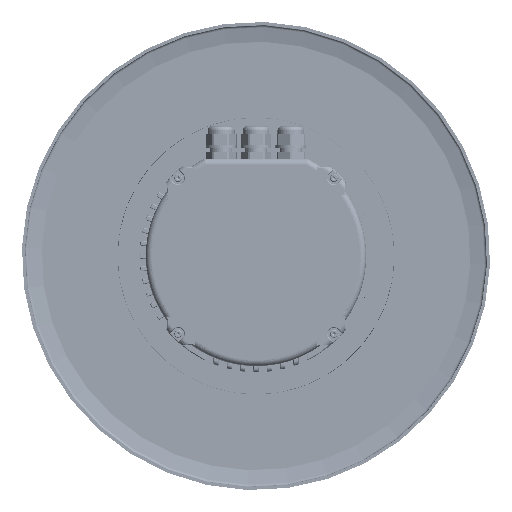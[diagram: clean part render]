
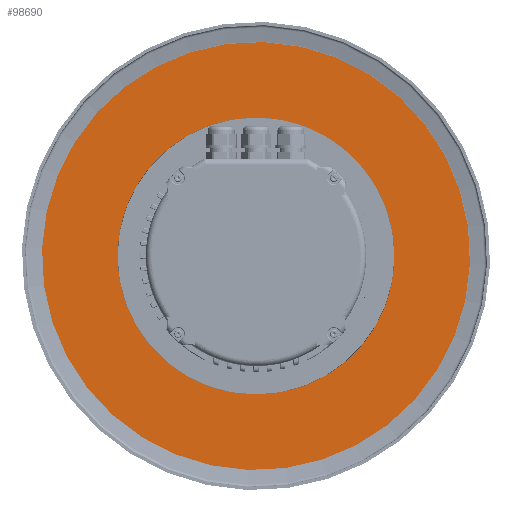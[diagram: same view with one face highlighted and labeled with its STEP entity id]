
A CAD part, front view. The second image highlights one B-rep face of the part: STEP entity #98690.
In plain terms, the highlighted planar face has unit normal (0, -1, 0).
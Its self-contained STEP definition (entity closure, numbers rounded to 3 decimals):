
#98007=CARTESIAN_POINT('',(0.,-3.,0.));
#98008=DIRECTION('',(0.,1.,0.));
#98009=DIRECTION('',(0.,0.,1.));
#98010=AXIS2_PLACEMENT_3D('',#98007,#98008,#98009);
#98012=CARTESIAN_POINT('',(0.,-3.,0.));
#98013=DIRECTION('',(0.,1.,0.));
#98014=DIRECTION('',(0.,0.,-1.));
#98015=AXIS2_PLACEMENT_3D('',#98012,#98013,#98014);
#98017=CARTESIAN_POINT('',(0.,-3.,0.));
#98018=DIRECTION('',(0.,1.,0.));
#98019=DIRECTION('',(0.,0.,1.));
#98020=AXIS2_PLACEMENT_3D('',#98017,#98018,#98019);
#98022=CARTESIAN_POINT('',(0.,-3.,0.));
#98023=DIRECTION('',(0.,1.,0.));
#98024=DIRECTION('',(0.,0.,-1.));
#98025=AXIS2_PLACEMENT_3D('',#98022,#98023,#98024);
#98027=CARTESIAN_POINT('',(105.,-3.,0.));
#98028=DIRECTION('',(0.,1.,0.));
#98029=DIRECTION('',(0.,0.,1.));
#98030=AXIS2_PLACEMENT_3D('',#98027,#98028,#98029);
#98032=CARTESIAN_POINT('',(105.,-3.,0.));
#98033=DIRECTION('',(0.,1.,0.));
#98034=DIRECTION('',(0.,0.,-1.));
#98035=AXIS2_PLACEMENT_3D('',#98032,#98033,#98034);
#98037=CARTESIAN_POINT('',(52.5,-3.,-90.933));
#98038=DIRECTION('',(0.,1.,0.));
#98039=DIRECTION('',(0.866,0.,0.5));
#98040=AXIS2_PLACEMENT_3D('',#98037,#98038,#98039);
#98042=CARTESIAN_POINT('',(52.5,-3.,-90.933));
#98043=DIRECTION('',(0.,1.,0.));
#98044=DIRECTION('',(-0.866,0.,-0.5));
#98045=AXIS2_PLACEMENT_3D('',#98042,#98043,#98044);
#98047=CARTESIAN_POINT('',(-52.5,-3.,-90.933));
#98048=DIRECTION('',(0.,1.,0.));
#98049=DIRECTION('',(0.866,0.,-0.5));
#98050=AXIS2_PLACEMENT_3D('',#98047,#98048,#98049);
#98052=CARTESIAN_POINT('',(-52.5,-3.,-90.933));
#98053=DIRECTION('',(0.,1.,0.));
#98054=DIRECTION('',(-0.866,0.,0.5));
#98055=AXIS2_PLACEMENT_3D('',#98052,#98053,#98054);
#98057=CARTESIAN_POINT('',(-105.,-3.,0.));
#98058=DIRECTION('',(0.,1.,0.));
#98059=DIRECTION('',(0.,0.,-1.));
#98060=AXIS2_PLACEMENT_3D('',#98057,#98058,#98059);
#98062=CARTESIAN_POINT('',(-105.,-3.,0.));
#98063=DIRECTION('',(0.,1.,0.));
#98064=DIRECTION('',(0.,0.,1.));
#98065=AXIS2_PLACEMENT_3D('',#98062,#98063,#98064);
#98067=CARTESIAN_POINT('',(-52.5,-3.,90.933));
#98068=DIRECTION('',(0.,1.,0.));
#98069=DIRECTION('',(-0.866,0.,-0.5));
#98070=AXIS2_PLACEMENT_3D('',#98067,#98068,#98069);
#98072=CARTESIAN_POINT('',(-52.5,-3.,90.933));
#98073=DIRECTION('',(0.,1.,0.));
#98074=DIRECTION('',(0.866,0.,0.5));
#98075=AXIS2_PLACEMENT_3D('',#98072,#98073,#98074);
#98077=CARTESIAN_POINT('',(52.5,-3.,90.933));
#98078=DIRECTION('',(0.,1.,0.));
#98079=DIRECTION('',(-0.866,0.,0.5));
#98080=AXIS2_PLACEMENT_3D('',#98077,#98078,#98079);
#98082=CARTESIAN_POINT('',(52.5,-3.,90.933));
#98083=DIRECTION('',(0.,1.,0.));
#98084=DIRECTION('',(0.866,0.,-0.5));
#98085=AXIS2_PLACEMENT_3D('',#98082,#98083,#98084);
#98513=CARTESIAN_POINT('',(0.,-3.,94.5));
#98514=CARTESIAN_POINT('',(0.,-3.,-94.5));
#98515=VERTEX_POINT('',#98513);
#98516=VERTEX_POINT('',#98514);
#98517=CARTESIAN_POINT('',(105.,-3.,4.2));
#98518=CARTESIAN_POINT('',(105.,-3.,-4.2));
#98519=VERTEX_POINT('',#98517);
#98520=VERTEX_POINT('',#98518);
#98521=CARTESIAN_POINT('',(56.137,-3.,-88.833));
#98522=CARTESIAN_POINT('',(48.863,-3.,-93.033));
#98523=VERTEX_POINT('',#98521);
#98524=VERTEX_POINT('',#98522);
#98525=CARTESIAN_POINT('',(-48.863,-3.,-93.033));
#98526=CARTESIAN_POINT('',(-56.137,-3.,-88.833));
#98527=VERTEX_POINT('',#98525);
#98528=VERTEX_POINT('',#98526);
#98529=CARTESIAN_POINT('',(-105.,-3.,-4.2));
#98530=CARTESIAN_POINT('',(-105.,-3.,4.2));
#98531=VERTEX_POINT('',#98529);
#98532=VERTEX_POINT('',#98530);
#98533=CARTESIAN_POINT('',(-56.137,-3.,88.833));
#98534=CARTESIAN_POINT('',(-48.863,-3.,93.033));
#98535=VERTEX_POINT('',#98533);
#98536=VERTEX_POINT('',#98534);
#98537=CARTESIAN_POINT('',(48.863,-3.,93.033));
#98538=CARTESIAN_POINT('',(56.137,-3.,88.833));
#98539=VERTEX_POINT('',#98537);
#98540=VERTEX_POINT('',#98538);
#98573=CARTESIAN_POINT('',(0.,-3.,208.869));
#98574=CARTESIAN_POINT('',(0.,-3.,-208.869));
#98575=VERTEX_POINT('',#98573);
#98576=VERTEX_POINT('',#98574);
#98637=CARTESIAN_POINT('',(0.,-3.,0.));
#98638=DIRECTION('',(0.,1.,0.));
#98639=DIRECTION('',(1.,0.,0.));
#98640=AXIS2_PLACEMENT_3D('',#98637,#98638,#98639);
#98641=PLANE('',#98640);
#98643=ORIENTED_EDGE('',*,*,#98642,.T.);
#98645=ORIENTED_EDGE('',*,*,#98644,.T.);
#98646=EDGE_LOOP('',(#98643,#98645));
#98647=FACE_OUTER_BOUND('',#98646,.F.);
#98649=ORIENTED_EDGE('',*,*,#98648,.F.);
#98651=ORIENTED_EDGE('',*,*,#98650,.F.);
#98652=EDGE_LOOP('',(#98649,#98651));
#98653=FACE_BOUND('',#98652,.F.);
#98655=ORIENTED_EDGE('',*,*,#98654,.F.);
#98657=ORIENTED_EDGE('',*,*,#98656,.F.);
#98658=EDGE_LOOP('',(#98655,#98657));
#98659=FACE_BOUND('',#98658,.F.);
#98661=ORIENTED_EDGE('',*,*,#98660,.F.);
#98663=ORIENTED_EDGE('',*,*,#98662,.F.);
#98664=EDGE_LOOP('',(#98661,#98663));
#98665=FACE_BOUND('',#98664,.F.);
#98667=ORIENTED_EDGE('',*,*,#98666,.F.);
#98669=ORIENTED_EDGE('',*,*,#98668,.F.);
#98670=EDGE_LOOP('',(#98667,#98669));
#98671=FACE_BOUND('',#98670,.F.);
#98673=ORIENTED_EDGE('',*,*,#98672,.F.);
#98675=ORIENTED_EDGE('',*,*,#98674,.F.);
#98676=EDGE_LOOP('',(#98673,#98675));
#98677=FACE_BOUND('',#98676,.F.);
#98679=ORIENTED_EDGE('',*,*,#98678,.F.);
#98681=ORIENTED_EDGE('',*,*,#98680,.F.);
#98682=EDGE_LOOP('',(#98679,#98681));
#98683=FACE_BOUND('',#98682,.F.);
#98685=ORIENTED_EDGE('',*,*,#98684,.F.);
#98687=ORIENTED_EDGE('',*,*,#98686,.F.);
#98688=EDGE_LOOP('',(#98685,#98687));
#98689=FACE_BOUND('',#98688,.F.);
#98690=ADVANCED_FACE('',(#98647,#98653,#98659,#98665,#98671,#98677,#98683,
#98689),#98641,.F.);
#98011=CIRCLE('',#98010,208.869);
#98016=CIRCLE('',#98015,208.869);
#98021=CIRCLE('',#98020,94.5);
#98026=CIRCLE('',#98025,94.5);
#98031=CIRCLE('',#98030,4.2);
#98036=CIRCLE('',#98035,4.2);
#98041=CIRCLE('',#98040,4.2);
#98046=CIRCLE('',#98045,4.2);
#98051=CIRCLE('',#98050,4.2);
#98056=CIRCLE('',#98055,4.2);
#98061=CIRCLE('',#98060,4.2);
#98066=CIRCLE('',#98065,4.2);
#98071=CIRCLE('',#98070,4.2);
#98076=CIRCLE('',#98075,4.2);
#98081=CIRCLE('',#98080,4.2);
#98086=CIRCLE('',#98085,4.2);
#98642=EDGE_CURVE('',#98575,#98576,#98011,.T.);
#98644=EDGE_CURVE('',#98576,#98575,#98016,.T.);
#98648=EDGE_CURVE('',#98515,#98516,#98021,.T.);
#98650=EDGE_CURVE('',#98516,#98515,#98026,.T.);
#98654=EDGE_CURVE('',#98519,#98520,#98031,.T.);
#98656=EDGE_CURVE('',#98520,#98519,#98036,.T.);
#98660=EDGE_CURVE('',#98523,#98524,#98041,.T.);
#98662=EDGE_CURVE('',#98524,#98523,#98046,.T.);
#98666=EDGE_CURVE('',#98527,#98528,#98051,.T.);
#98668=EDGE_CURVE('',#98528,#98527,#98056,.T.);
#98672=EDGE_CURVE('',#98531,#98532,#98061,.T.);
#98674=EDGE_CURVE('',#98532,#98531,#98066,.T.);
#98678=EDGE_CURVE('',#98535,#98536,#98071,.T.);
#98680=EDGE_CURVE('',#98536,#98535,#98076,.T.);
#98684=EDGE_CURVE('',#98539,#98540,#98081,.T.);
#98686=EDGE_CURVE('',#98540,#98539,#98086,.T.);
